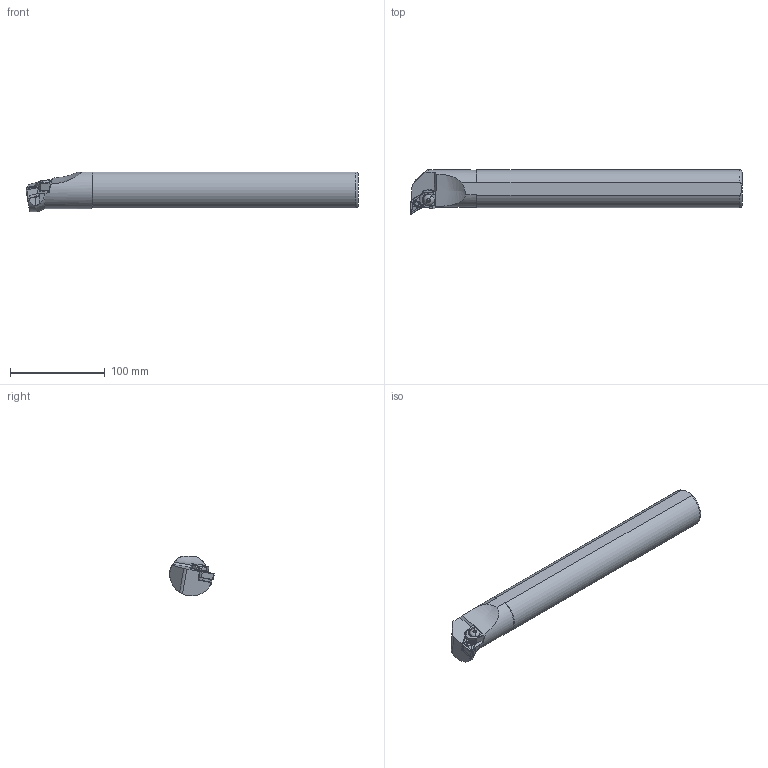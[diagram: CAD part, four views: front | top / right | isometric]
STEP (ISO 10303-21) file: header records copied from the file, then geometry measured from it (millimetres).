
FILE_DESCRIPTION (( 'STEP AP214' ), '1' );
FILE_NAME ('S40U-MDUNR-15-LIGHT.STP', '2023-10-18T12:51:20', ( '' ), ( '' ), 'SwSTEP 2.0', 'SolidWorks 2018', '' );
FILE_SCHEMA (( 'AUTOMOTIVE_DESIGN' ));
Length unit declared in the file: millimetre
Products named in the file (1): S40U-MDUNR-15-LIGHT
Bounding box: 350 x 47 x 41.86 mm (x, y, z)
Volume: 413081.6 mm3; surface area: 47526.9 mm2
Topology: 2 solids, 2 shells, 297 faces, 774 edges, 480 vertices
Faces by surface type: plane 129, cylinder 68, cone 62, torus 23, bspline 13, sphere 2
Entity records: 12314 total; most frequent: CARTESIAN_POINT 3860, ORIENTED_EDGE 1532, DIRECTION 1471, EDGE_CURVE 766, AXIS2_PLACEMENT_3D 534, VERTEX_POINT 480, LINE 403, VECTOR 403
